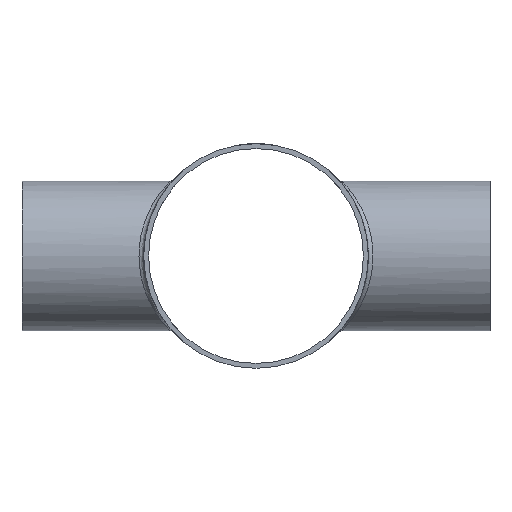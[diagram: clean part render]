
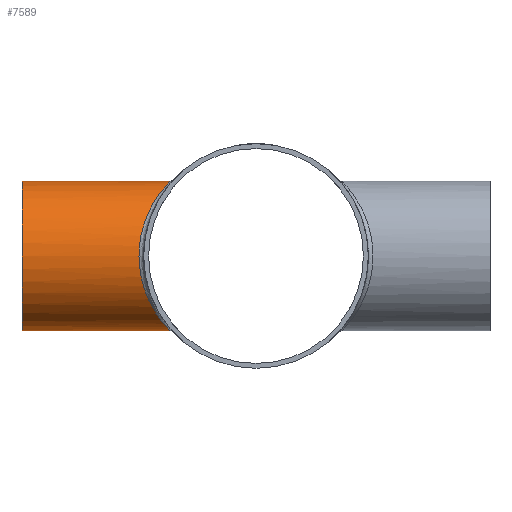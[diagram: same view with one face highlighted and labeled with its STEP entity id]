
A CAD part, left-side view. The second image highlights one B-rep face of the part: STEP entity #7589.
In plain terms, the highlighted cylindrical face has radius 25.4 mm (diameter 50.8 mm), a full revolution.
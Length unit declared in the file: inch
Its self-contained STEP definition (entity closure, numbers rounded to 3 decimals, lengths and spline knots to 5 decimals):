
#153=FACE_BOUND('',#1404,.T.);
#948=FACE_OUTER_BOUND('',#1403,.T.);
#1403=EDGE_LOOP('',(#7097));
#1404=EDGE_LOOP('',(#7098));
#1802=B_SPLINE_CURVE_WITH_KNOTS('',3,(#16971,#16972,#16973,#16974,#16975,
#16976,#16977,#16978,#16979,#16980,#16981,#16982,#16983,#16984,#16985,#16986,
#16987,#16988,#16989,#16990,#16991,#16992,#16993,#16994,#16995,#16996,#16997,
#16998,#16999,#17000),.UNSPECIFIED.,.T.,.F.,(4,1,1,1,1,1,1,1,1,1,1,1,1,
1,1,1,1,1,1,1,1,1,1,1,1,1,1,4),(0.,0.56948,1.13896,1.70844,
2.27791,2.84739,3.41687,3.98635,4.55583,
5.31513,6.07444,6.83374,7.21339,7.59305,
7.9727,8.35235,9.11165,9.87096,10.63026,
11.38957,12.14887,12.90818,13.66748,14.23696,
14.80644,15.09118,15.37592,15.9454),
 .UNSPECIFIED.);
#2973=CIRCLE('',#8014,1.);
#3725=VERTEX_POINT('',#16571);
#3728=VERTEX_POINT('',#16969);
#4849=EDGE_CURVE('',#3725,#3725,#2973,.T.);
#4854=EDGE_CURVE('',#3728,#3728,#1802,.T.);
#7097=ORIENTED_EDGE('',*,*,#4849,.T.);
#7098=ORIENTED_EDGE('',*,*,#4854,.F.);
#7148=CYLINDRICAL_SURFACE('',#8020,1.);
#7589=ADVANCED_FACE('',(#948,#153),#7148,.T.);
#8014=AXIS2_PLACEMENT_3D('',#16572,#9394,#9395);
#8020=AXIS2_PLACEMENT_3D('',#17001,#9406,#9407);
#9394=DIRECTION('center_axis',(0.,-1.,0.));
#9395=DIRECTION('ref_axis',(1.,0.,0.));
#9406=DIRECTION('center_axis',(0.,-1.,0.));
#9407=DIRECTION('ref_axis',(1.,0.,0.));
#16571=CARTESIAN_POINT('',(1.,3.125,0.));
#16572=CARTESIAN_POINT('Origin',(0.,3.125,0.));
#16969=CARTESIAN_POINT('',(0.,1.14564,1.));
#16971=CARTESIAN_POINT('Ctrl Pts',(0.,1.14561,
1.00001));
#16972=CARTESIAN_POINT('Ctrl Pts',(-0.07754,1.14562,
1.00001));
#16973=CARTESIAN_POINT('Ctrl Pts',(-0.23263,1.16421,
0.98159));
#16974=CARTESIAN_POINT('Ctrl Pts',(-0.44432,1.23409,
0.90484));
#16975=CARTESIAN_POINT('Ctrl Pts',(-0.62871,1.32315,
0.78765));
#16976=CARTESIAN_POINT('Ctrl Pts',(-0.78324,1.41439,0.63439));
#16977=CARTESIAN_POINT('Ctrl Pts',(-0.90348,1.49394,
0.44785));
#16978=CARTESIAN_POINT('Ctrl Pts',(-0.98171,1.54921,
0.23272));
#16979=CARTESIAN_POINT('Ctrl Pts',(-1.00916,1.56916,0.00003));
#16980=CARTESIAN_POINT('Ctrl Pts',(-0.97867,1.54701,
-0.25871));
#16981=CARTESIAN_POINT('Ctrl Pts',(-0.87267,1.47216,-0.51767));
#16982=CARTESIAN_POINT('Ctrl Pts',(-0.68761,1.35444,
-0.74494));
#16983=CARTESIAN_POINT('Ctrl Pts',(-0.48782,1.25212,
-0.88254));
#16984=CARTESIAN_POINT('Ctrl Pts',(-0.30375,1.18717,
-0.95674));
#16985=CARTESIAN_POINT('Ctrl Pts',(-0.15513,1.15372,
-0.99189));
#16986=CARTESIAN_POINT('Ctrl Pts',(-0.0001,1.14161,
-1.00406));
#16987=CARTESIAN_POINT('Ctrl Pts',(0.20718,1.15769,-0.98784));
#16988=CARTESIAN_POINT('Ctrl Pts',(0.44806,1.23156,-0.91006));
#16989=CARTESIAN_POINT('Ctrl Pts',(0.68756,1.35454,-0.74492));
#16990=CARTESIAN_POINT('Ctrl Pts',(0.87267,1.47209,-0.51761));
#16991=CARTESIAN_POINT('Ctrl Pts',(0.98838,1.55393,-0.23522));
#16992=CARTESIAN_POINT('Ctrl Pts',(1.01335,1.57223,0.07947));
#16993=CARTESIAN_POINT('Ctrl Pts',(0.9405,1.51941,0.38248));
#16994=CARTESIAN_POINT('Ctrl Pts',(0.80036,1.42449,0.6174));
#16995=CARTESIAN_POINT('Ctrl Pts',(0.6287,1.32319,0.78764));
#16996=CARTESIAN_POINT('Ctrl Pts',(0.47506,1.24888,0.88533));
#16997=CARTESIAN_POINT('Ctrl Pts',(0.33847,1.1992,0.94318));
#16998=CARTESIAN_POINT('Ctrl Pts',(0.19385,1.15953,0.98622));
#16999=CARTESIAN_POINT('Ctrl Pts',(0.07754,1.14561,1.00002));
#17000=CARTESIAN_POINT('Ctrl Pts',(0.,1.14561,
1.00001));
#17001=CARTESIAN_POINT('Origin',(0.,1.625,0.));
